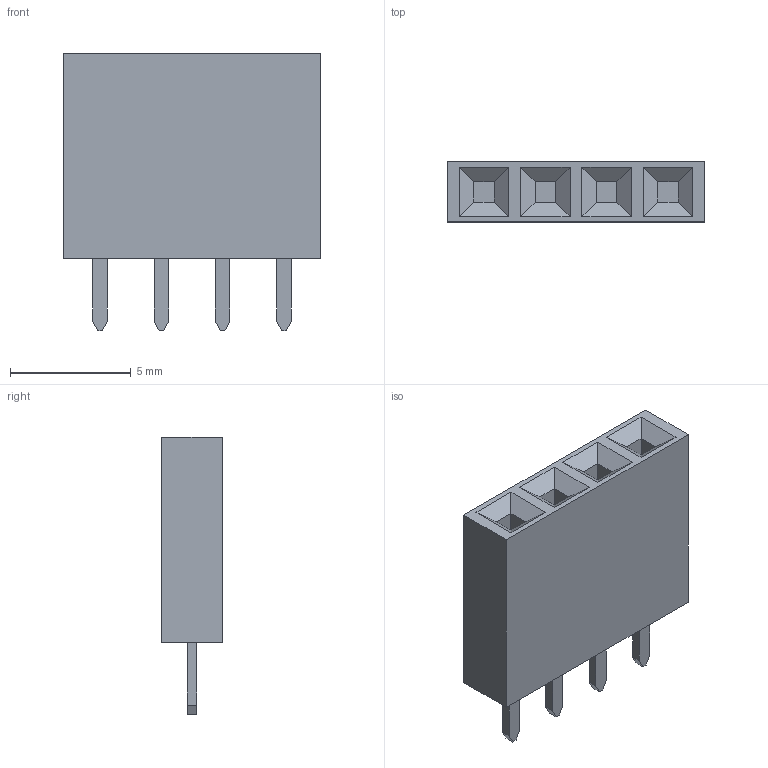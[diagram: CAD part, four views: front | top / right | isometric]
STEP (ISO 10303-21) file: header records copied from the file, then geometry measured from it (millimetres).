
FILE_DESCRIPTION (( 'STEP AP214' ), '1' );
FILE_NAME ('PBS-04.STEP', '2022-09-09T04:18:22', ( '' ), ( '' ), 'SwSTEP 2.0', 'SolidWorks 2019', '' );
FILE_SCHEMA (( 'AUTOMOTIVE_DESIGN' ));
Length unit declared in the file: millimetre
Products named in the file (1): PBS-04
Bounding box: 10.66 x 2.5 x 11.5 mm (x, y, z)
Volume: 209 mm3; surface area: 380.8 mm2
Topology: 5 solids, 5 shells, 74 faces, 164 edges, 104 vertices
Faces by surface type: plane 74
Entity records: 2402 total; most frequent: CARTESIAN_POINT 343, ORIENTED_EDGE 328, DIRECTION 314, EDGE_CURVE 164, VECTOR 164, LINE 164, VERTEX_POINT 104, EDGE_LOOP 78
